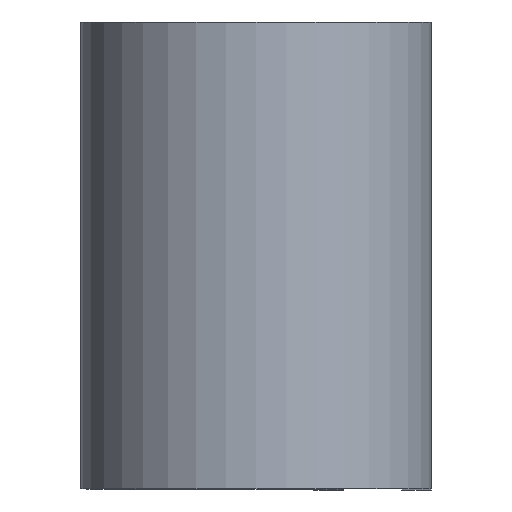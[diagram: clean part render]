
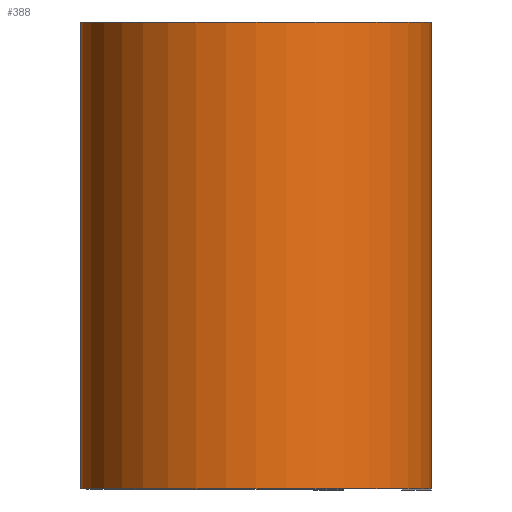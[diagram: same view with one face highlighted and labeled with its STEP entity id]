
A CAD part, top view. The second image highlights one B-rep face of the part: STEP entity #388.
In plain terms, the highlighted cylindrical face has radius 4.775 mm (diameter 9.55 mm), a partial arc.
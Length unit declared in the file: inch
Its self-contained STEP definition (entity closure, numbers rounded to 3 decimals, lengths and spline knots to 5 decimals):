
#2 = CARTESIAN_POINT ( 'NONE',  ( 0.188, 0.25, 0. ) ) ;
#56 = DIRECTION ( 'NONE',  ( 0., -1., 0. ) ) ;
#60 = ORIENTED_EDGE ( 'NONE', *, *, #137, .T. ) ;
#87 = DIRECTION ( 'NONE',  ( 0., 1., 0. ) ) ;
#93 = CARTESIAN_POINT ( 'NONE',  ( 0., 0.25, 0. ) ) ;
#95 = DIRECTION ( 'NONE',  ( 0., -1., 0. ) ) ;
#137 = EDGE_CURVE ( 'NONE', #437, #529, #594, .T. ) ;
#144 = EDGE_CURVE ( 'NONE', #622, #529, #587, .T. ) ;
#151 = CARTESIAN_POINT ( 'NONE',  ( 0.188, -0.25, 0. ) ) ;
#160 = EDGE_CURVE ( 'NONE', #527, #437, #291, .T. ) ;
#183 = FACE_OUTER_BOUND ( 'NONE', #575, .T. ) ;
#184 = ORIENTED_EDGE ( 'NONE', *, *, #144, .F. ) ;
#193 = CARTESIAN_POINT ( 'NONE',  ( 0., 0.25, -0.188 ) ) ;
#223 = AXIS2_PLACEMENT_3D ( 'NONE', #499, #339, #248 ) ;
#248 = DIRECTION ( 'NONE',  ( 1., 0., 0. ) ) ;
#291 = LINE ( 'NONE', #193, #298 ) ;
#298 = VECTOR ( 'NONE', #95, 39.37008 ) ;
#339 = DIRECTION ( 'NONE',  ( 0., 1., 0. ) ) ;
#341 = EDGE_CURVE ( 'NONE', #527, #622, #625, .T. ) ;
#349 = AXIS2_PLACEMENT_3D ( 'NONE', #93, #87, #491 ) ;
#356 = CARTESIAN_POINT ( 'NONE',  ( 0., 0.25, -0.188 ) ) ;
#367 = CARTESIAN_POINT ( 'NONE',  ( 0.188, 0.25, 0. ) ) ;
#388 = ADVANCED_FACE ( 'NONE', ( #183 ), #390, .T. ) ;
#390 = CYLINDRICAL_SURFACE ( 'NONE', #443, 0.188 ) ;
#431 = ORIENTED_EDGE ( 'NONE', *, *, #160, .T. ) ;
#432 = DIRECTION ( 'NONE',  ( 0., 0., -1. ) ) ;
#437 = VERTEX_POINT ( 'NONE', #531 ) ;
#443 = AXIS2_PLACEMENT_3D ( 'NONE', #626, #528, #432 ) ;
#462 = VECTOR ( 'NONE', #56, 39.37008 ) ;
#491 = DIRECTION ( 'NONE',  ( 1., 0., 0. ) ) ;
#499 = CARTESIAN_POINT ( 'NONE',  ( 0., -0.25, 0. ) ) ;
#527 = VERTEX_POINT ( 'NONE', #356 ) ;
#528 = DIRECTION ( 'NONE',  ( 0., -1., 0. ) ) ;
#529 = VERTEX_POINT ( 'NONE', #151 ) ;
#531 = CARTESIAN_POINT ( 'NONE',  ( 0., -0.25, -0.188 ) ) ;
#563 = ORIENTED_EDGE ( 'NONE', *, *, #341, .F. ) ;
#575 = EDGE_LOOP ( 'NONE', ( #60, #184, #563, #431 ) ) ;
#587 = LINE ( 'NONE', #2, #462 ) ;
#594 = CIRCLE ( 'NONE', #223, 0.188 ) ;
#622 = VERTEX_POINT ( 'NONE', #367 ) ;
#625 = CIRCLE ( 'NONE', #349, 0.188 ) ;
#626 = CARTESIAN_POINT ( 'NONE',  ( 0., 0.25, 0. ) ) ;
